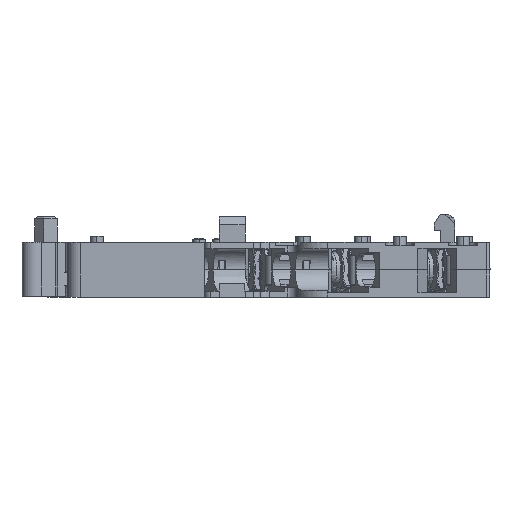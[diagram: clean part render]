
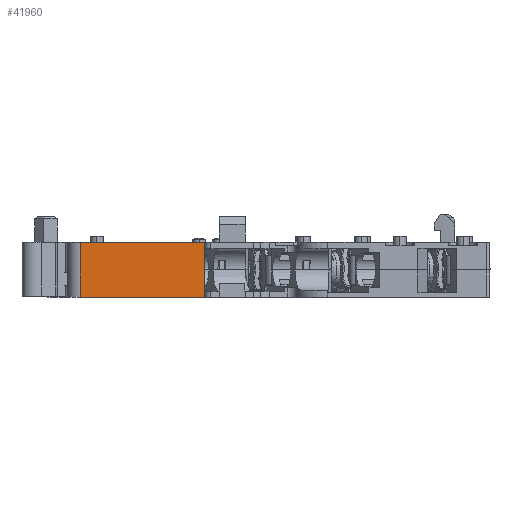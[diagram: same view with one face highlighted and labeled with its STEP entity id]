
A CAD part, left-side view. The second image highlights one B-rep face of the part: STEP entity #41960.
In plain terms, the highlighted planar face has unit normal (-1, 0, 0).
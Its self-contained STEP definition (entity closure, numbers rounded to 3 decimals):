
#1151 = FACE_OUTER_BOUND ( 'NONE', #81312, .T. ) ;
#4588 = DIRECTION ( 'NONE',  ( 0., 1., 0. ) ) ;
#7463 = CARTESIAN_POINT ( 'NONE',  ( 0., -4.291, 4.3 ) ) ;
#7844 = AXIS2_PLACEMENT_3D ( 'NONE', #68369, #25387, #4588 ) ;
#8809 = VECTOR ( 'NONE', #36499, 1000. ) ;
#11149 = DIRECTION ( 'NONE',  ( 0., -1., 0. ) ) ;
#14281 = CARTESIAN_POINT ( 'NONE',  ( 0., -1.416, 0. ) ) ;
#20420 = EDGE_CURVE ( 'NONE', #25495, #35861, #45777, .T. ) ;
#22628 = VERTEX_POINT ( 'NONE', #32955 ) ;
#23545 = DIRECTION ( 'NONE',  ( 0., -1., 0. ) ) ;
#25387 = DIRECTION ( 'NONE',  ( 1., 0., 0. ) ) ;
#25495 = VERTEX_POINT ( 'NONE', #71451 ) ;
#25914 = CARTESIAN_POINT ( 'NONE',  ( 0., -20.83, -0.4 ) ) ;
#28866 = EDGE_CURVE ( 'NONE', #92739, #76238, #57494, .T. ) ;
#29146 = LINE ( 'NONE', #90421, #78648 ) ;
#31696 = VECTOR ( 'NONE', #75846, 1000. ) ;
#32955 = CARTESIAN_POINT ( 'NONE',  ( 0., -20.856, 0. ) ) ;
#33546 = PLANE ( 'NONE',  #7844 ) ;
#33769 = EDGE_CURVE ( 'NONE', #92739, #56666, #88470, .T. ) ;
#35861 = VERTEX_POINT ( 'NONE', #14281 ) ;
#36499 = DIRECTION ( 'NONE',  ( 0., 0., 1. ) ) ;
#37578 = ORIENTED_EDGE ( 'NONE', *, *, #28866, .T. ) ;
#38464 = ORIENTED_EDGE ( 'NONE', *, *, #59001, .F. ) ;
#41960 = ADVANCED_FACE ( 'NONE', ( #1151 ), #33546, .F. ) ;
#43989 = CARTESIAN_POINT ( 'NONE',  ( 0., -20.856, -0.4 ) ) ;
#44687 = VECTOR ( 'NONE', #72552, 1000. ) ;
#45777 = LINE ( 'NONE', #64966, #44687 ) ;
#46992 = LINE ( 'NONE', #43989, #8809 ) ;
#53065 = CARTESIAN_POINT ( 'NONE',  ( 0., -20.83, 8.6 ) ) ;
#56666 = VERTEX_POINT ( 'NONE', #57269 ) ;
#57269 = CARTESIAN_POINT ( 'NONE',  ( 0., -20.856, 4.3 ) ) ;
#57494 = LINE ( 'NONE', #25914, #31696 ) ;
#59001 = EDGE_CURVE ( 'NONE', #25495, #76238, #66760, .T. ) ;
#59125 = VECTOR ( 'NONE', #80382, 1000. ) ;
#64966 = CARTESIAN_POINT ( 'NONE',  ( 0., -1.416, 32.228 ) ) ;
#65577 = VECTOR ( 'NONE', #23545, 1000. ) ;
#66410 = ORIENTED_EDGE ( 'NONE', *, *, #33769, .F. ) ;
#66531 = CARTESIAN_POINT ( 'NONE',  ( 0., -16.2, 8.6 ) ) ;
#66760 = LINE ( 'NONE', #66531, #65577 ) ;
#68369 = CARTESIAN_POINT ( 'NONE',  ( 0., -4.291, -0.4 ) ) ;
#69815 = ORIENTED_EDGE ( 'NONE', *, *, #91960, .T. ) ;
#71451 = CARTESIAN_POINT ( 'NONE',  ( 0., -1.416, 8.6 ) ) ;
#72552 = DIRECTION ( 'NONE',  ( 0., 0., -1. ) ) ;
#75846 = DIRECTION ( 'NONE',  ( 0., 0., 1. ) ) ;
#76238 = VERTEX_POINT ( 'NONE', #53065 ) ;
#77050 = CARTESIAN_POINT ( 'NONE',  ( 0., -20.83, 4.3 ) ) ;
#78635 = ORIENTED_EDGE ( 'NONE', *, *, #85666, .T. ) ;
#78648 = VECTOR ( 'NONE', #11149, 1000. ) ;
#80382 = DIRECTION ( 'NONE',  ( 0., -1., 0. ) ) ;
#81312 = EDGE_LOOP ( 'NONE', ( #66410, #37578, #38464, #84603, #69815, #78635 ) ) ;
#84603 = ORIENTED_EDGE ( 'NONE', *, *, #20420, .T. ) ;
#85666 = EDGE_CURVE ( 'NONE', #22628, #56666, #46992, .T. ) ;
#88470 = LINE ( 'NONE', #7463, #59125 ) ;
#90421 = CARTESIAN_POINT ( 'NONE',  ( 0., -16.2, 0. ) ) ;
#91960 = EDGE_CURVE ( 'NONE', #35861, #22628, #29146, .T. ) ;
#92739 = VERTEX_POINT ( 'NONE', #77050 ) ;
